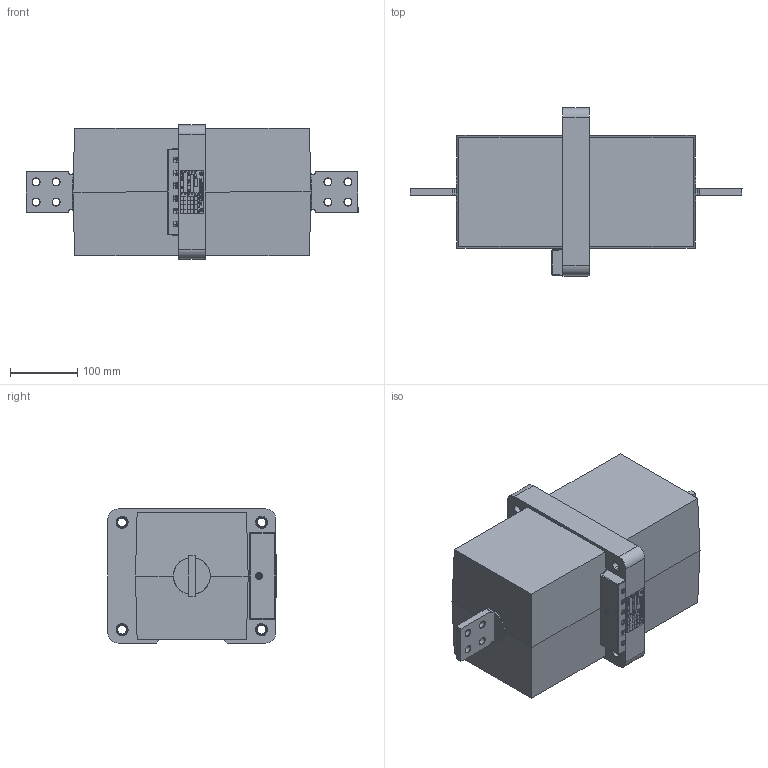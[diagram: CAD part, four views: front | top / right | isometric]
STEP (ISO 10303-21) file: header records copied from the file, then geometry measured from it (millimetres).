
FILE_DESCRIPTION (( 'STEP AP214' ), '1' );
FILE_NAME ('ﾒﾋﾊ-ﾑﾒ-10-ﾒﾏﾊ1 (5ﾀ-800ﾀ).STEP', '2023-06-14T09:29:44', ( '' ), ( '' ), 'SwSTEP 2.0', 'SolidWorks 2014', '' );
FILE_SCHEMA (( 'AUTOMOTIVE_DESIGN' ));
Length unit declared in the file: millimetre
Products named in the file (55): ����.671224.304-01-01��_���-10-1; ÂÅÈÓ.758472.007-02  Ãàéêà; curved spring lock washer_din; 屡扔.758472.014; 屡扔.713174.003 买箅赅_-01; Êîðïóñ ÒÏÊ-10-1_4å ®¡¬®â; 屡扔.713174.003 买箅赅; ÂÅÈÓ.754312.168 Òàáëè÷êà òåõíè÷åñêèõ äàííûõ ÒËÊ-ÑÒ_; 屡扔.685528.004 罔磬 磬觐礤黜桕郷; hex screw gradec_din; Êîðïóñ ÒÏÊ-10-1; ﾏﾔ8.906.037 粨炅 ﾌ4; ﾒﾋﾊ-ﾑﾒ-10-ﾒﾏﾊ1 (5ﾀ-800ﾀ); 屡扔.735314.004 署赅; ÂÅÈÓ.754312.168 Òàáëè÷êà òåõíè÷åñêèõ äàííûõ ÒËÊ-ÑÒ__-00; plain washer grade c_din; 屡扔.685528.004 罔磬 磬觐礤黜桕郷_-00; plain washer grade c_din_Washer DIN 126 - 5.5; curved spring lock washer_din_Spring washer DIN 128 - A5; hex screw gradec_din_ISO 4018 - M5 x 10-NN
Assembly tree (43 placements, depth 3):
  ÂÅÈÓ.758472.007-02  Ãàéêà
  curved spring lock washer_din
  ÂÅÈÓ.758472.007-02  Ãàéêà
  curved spring lock washer_din
  ÂÅÈÓ.758472.007-02  Ãàéêà
Bounding box: 495 x 250.6 x 200 mm (x, y, z)
Volume: 11922075.5 mm3; surface area: 444352.3 mm2
Topology: 42 solids, 42 shells, 3203 faces, 8225 edges, 5374 vertices
Faces by surface type: plane 1767, bspline 856, cylinder 318, cone 218, torus 40, sphere 4
Entity records: 140374 total; most frequent: CARTESIAN_POINT 58888, ORIENTED_EDGE 14110, DIRECTION 9411, EDGE_CURVE 7055, VECTOR 4869, LINE 4869, VERTEX_POINT 4672, EDGE_LOOP 2987
